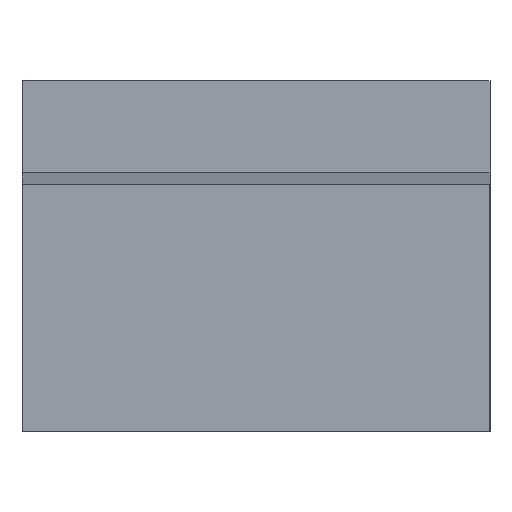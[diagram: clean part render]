
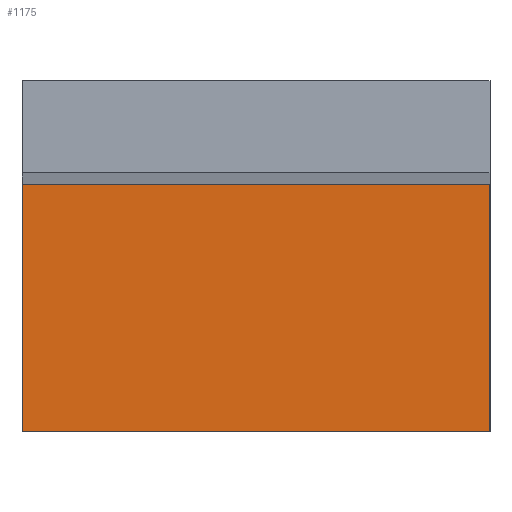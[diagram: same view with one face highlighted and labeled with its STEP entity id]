
A CAD part, left-side view. The second image highlights one B-rep face of the part: STEP entity #1175.
In plain terms, the highlighted planar face has unit normal (-1, 0, 0).
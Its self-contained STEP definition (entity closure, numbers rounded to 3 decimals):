
#88=FACE_OUTER_BOUND('',#157,.T.);
#157=EDGE_LOOP('',(#994,#995,#996,#997));
#206=LINE('',#1647,#357);
#232=LINE('',#1701,#383);
#264=LINE('',#1773,#415);
#301=LINE('',#1857,#452);
#357=VECTOR('',#1333,10.);
#383=VECTOR('',#1367,10.);
#415=VECTOR('',#1437,10.);
#452=VECTOR('',#1530,10.);
#499=VERTEX_POINT('',#1644);
#500=VERTEX_POINT('',#1646);
#524=VERTEX_POINT('',#1700);
#545=VERTEX_POINT('',#1771);
#612=EDGE_CURVE('',#499,#500,#206,.T.);
#639=EDGE_CURVE('',#500,#524,#232,.T.);
#676=EDGE_CURVE('',#499,#545,#264,.T.);
#717=EDGE_CURVE('',#524,#545,#301,.T.);
#994=ORIENTED_EDGE('',*,*,#612,.F.);
#995=ORIENTED_EDGE('',*,*,#676,.T.);
#996=ORIENTED_EDGE('',*,*,#717,.F.);
#997=ORIENTED_EDGE('',*,*,#639,.F.);
#1111=PLANE('',#1266);
#1175=ADVANCED_FACE('',(#88),#1111,.T.);
#1266=AXIS2_PLACEMENT_3D('',#1856,#1528,#1529);
#1333=DIRECTION('',(0.,1.,0.));
#1367=DIRECTION('',(0.,0.,1.));
#1437=DIRECTION('',(0.,0.,1.));
#1528=DIRECTION('center_axis',(-1.,0.,0.));
#1529=DIRECTION('ref_axis',(0.,-1.,0.));
#1530=DIRECTION('',(0.,-1.,0.));
#1644=CARTESIAN_POINT('',(0.,0.,0.));
#1646=CARTESIAN_POINT('',(0.,18.,0.));
#1647=CARTESIAN_POINT('',(0.,0.,0.));
#1700=CARTESIAN_POINT('',(0.,18.,9.5));
#1701=CARTESIAN_POINT('',(0.,18.,0.));
#1771=CARTESIAN_POINT('',(0.,0.,9.5));
#1773=CARTESIAN_POINT('',(0.,0.,0.));
#1856=CARTESIAN_POINT('Origin',(0.,18.,0.));
#1857=CARTESIAN_POINT('',(0.,0.,9.5));
